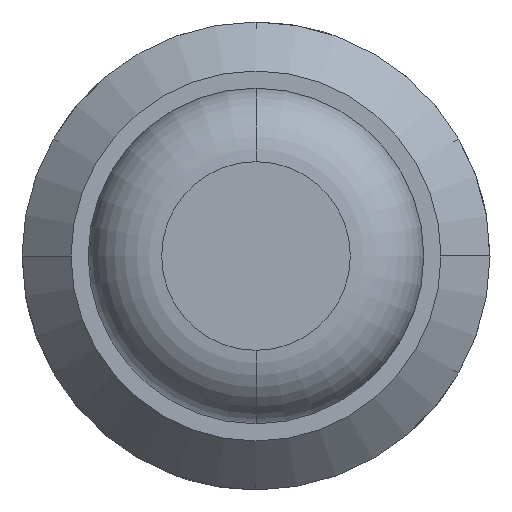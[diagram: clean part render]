
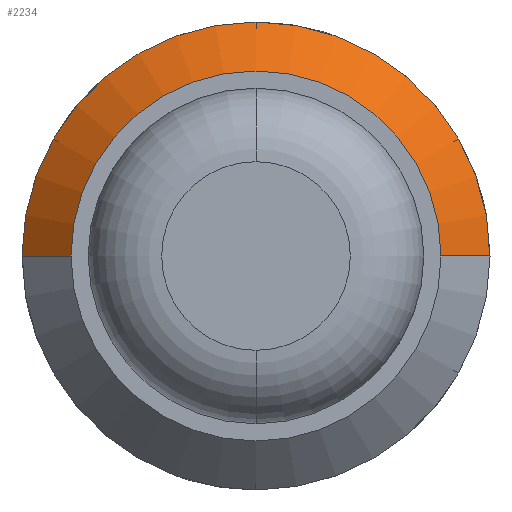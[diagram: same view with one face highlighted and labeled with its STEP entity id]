
A CAD part, front view. The second image highlights one B-rep face of the part: STEP entity #2234.
In plain terms, the highlighted conical face has half-angle 45 degrees and reference radius 0.755 mm.
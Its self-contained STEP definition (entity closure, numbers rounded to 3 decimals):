
#95 = DIRECTION ( 'NONE',  ( -0.707, 0.707, 0. ) ) ;
#219 = CIRCLE ( 'NONE', #1763, 0.755 ) ;
#227 = VERTEX_POINT ( 'NONE', #1747 ) ;
#229 = VERTEX_POINT ( 'NONE', #3594 ) ;
#283 = CONICAL_SURFACE ( 'NONE', #2876, 0.755, 0.785 ) ;
#305 = CARTESIAN_POINT ( 'NONE',  ( -0.755, 4.1, 0. ) ) ;
#426 = CARTESIAN_POINT ( 'NONE',  ( 0., 4.3, 0. ) ) ;
#496 = CARTESIAN_POINT ( 'NONE',  ( -0.955, 4.3, 0. ) ) ;
#511 = DIRECTION ( 'NONE',  ( -1., 0., 0. ) ) ;
#516 = VECTOR ( 'NONE', #95, 1000. ) ;
#519 = EDGE_CURVE ( 'Defeature ausgef�hrt1_7+Defeature ausgef�hrt1_8+Defeature ausgef�hrt1_8+Defeature ausgef�hrt1_8', #3232, #227, #2780, .T. ) ;
#615 = EDGE_LOOP ( 'NONE', ( #2788, #996, #1231, #1609 ) ) ;
#833 = DIRECTION ( 'NONE',  ( 0., 1., 0. ) ) ;
#981 = VERTEX_POINT ( 'NONE', #305 ) ;
#996 = ORIENTED_EDGE ( 'NONE', *, *, #2594, .T. ) ;
#1158 = CARTESIAN_POINT ( 'NONE',  ( 0., 4.1, 0. ) ) ;
#1231 = ORIENTED_EDGE ( 'NONE', *, *, #519, .F. ) ;
#1336 = DIRECTION ( 'NONE',  ( -1., 0., 0. ) ) ;
#1609 = ORIENTED_EDGE ( 'NONE', *, *, #1883, .F. ) ;
#1747 = CARTESIAN_POINT ( 'NONE',  ( 0.955, 4.3, 0. ) ) ;
#1763 = AXIS2_PLACEMENT_3D ( 'NONE', #1158, #833, #2099 ) ;
#1883 = EDGE_CURVE ( 'NONE', #981, #3232, #3758, .T. ) ;
#2099 = DIRECTION ( 'NONE',  ( -1., 0., 0. ) ) ;
#2234 = ADVANCED_FACE ( 'Defeature ausgef�hrt1_8', ( #2976 ), #283, .T. ) ;
#2535 = VECTOR ( 'NONE', #2561, 1000. ) ;
#2561 = DIRECTION ( 'NONE',  ( 0.707, 0.707, 0. ) ) ;
#2594 = EDGE_CURVE ( 'NONE', #229, #227, #3065, .T. ) ;
#2612 = DIRECTION ( 'NONE',  ( 0., 1., 0. ) ) ;
#2780 = CIRCLE ( 'NONE', #3224, 0.955 ) ;
#2788 = ORIENTED_EDGE ( 'NONE', *, *, #3189, .T. ) ;
#2876 = AXIS2_PLACEMENT_3D ( 'NONE', #3906, #3277, #511 ) ;
#2976 = FACE_OUTER_BOUND ( 'NONE', #615, .T. ) ;
#3065 = LINE ( 'NONE', #3804, #2535 ) ;
#3189 = EDGE_CURVE ( 'Defeature ausgef�hrt1_8+Defeature ausgef�hrt1_9+Defeature ausgef�hrt1_9+Defeature ausgef�hrt1_9', #981, #229, #219, .T. ) ;
#3224 = AXIS2_PLACEMENT_3D ( 'NONE', #426, #2612, #1336 ) ;
#3232 = VERTEX_POINT ( 'NONE', #496 ) ;
#3277 = DIRECTION ( 'NONE',  ( 0., 1., 0. ) ) ;
#3469 = CARTESIAN_POINT ( 'NONE',  ( -0.755, 4.1, 0. ) ) ;
#3594 = CARTESIAN_POINT ( 'NONE',  ( 0.755, 4.1, 0. ) ) ;
#3758 = LINE ( 'NONE', #3469, #516 ) ;
#3804 = CARTESIAN_POINT ( 'NONE',  ( 0.755, 4.1, 0. ) ) ;
#3906 = CARTESIAN_POINT ( 'NONE',  ( 0., 4.1, 0. ) ) ;
